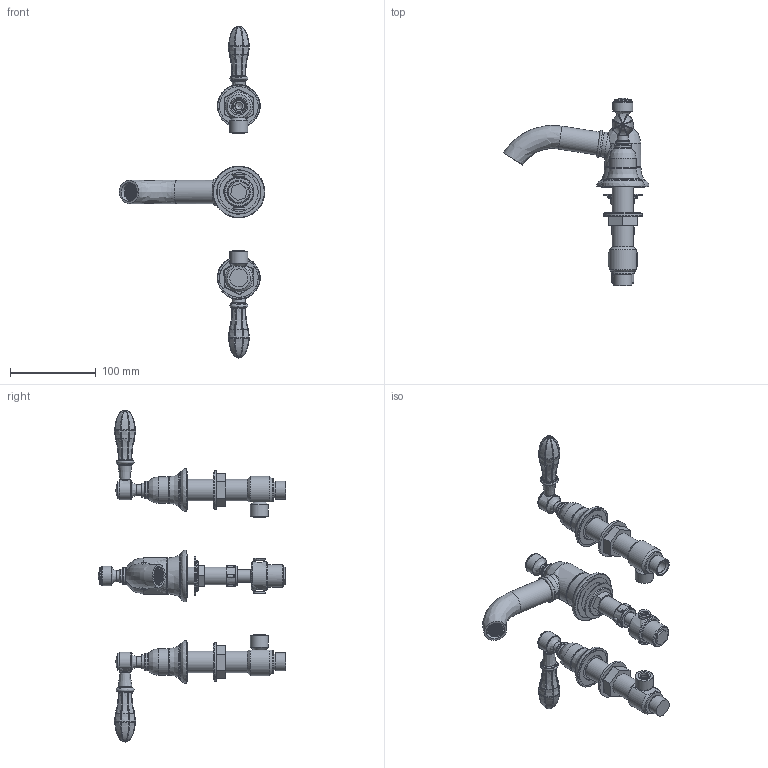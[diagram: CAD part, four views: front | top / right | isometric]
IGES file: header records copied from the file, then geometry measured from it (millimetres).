
Global section: file name: V2K14-GB-NP; native system: Autodesk Inventor 2018; preprocessor: unknown; author: aduggalther; date: 20180907.102720; units: millimetre
Bounding box: 169.22 x 218.3 x 386.4 mm (x, y, z)
Volume: 475605.1 mm3; surface area: 182709.9 mm2
Topology: 55 solids, 56 shells, 2988 faces, 7839 edges, 5211 vertices
Faces by surface type: bspline 2988
